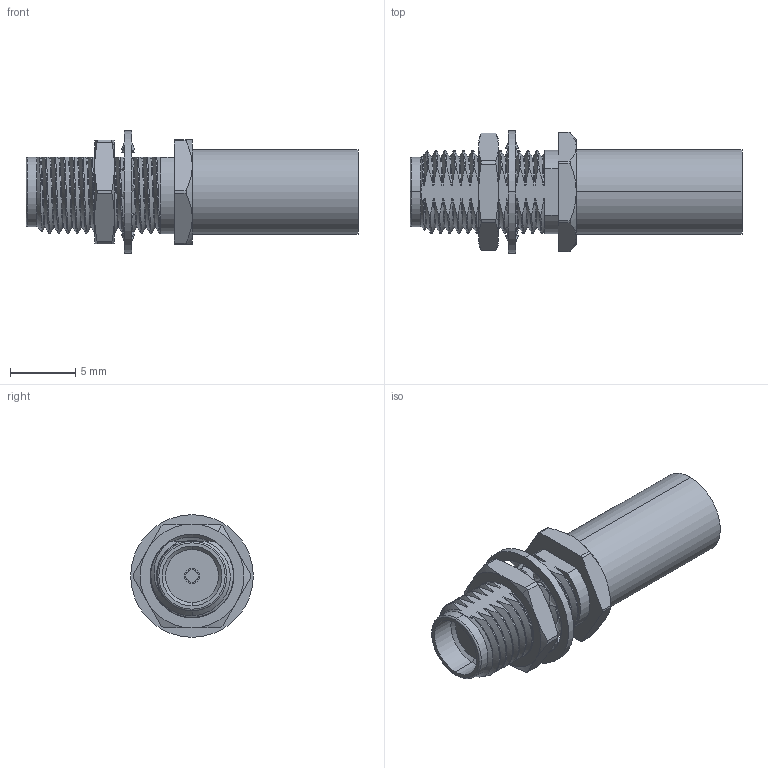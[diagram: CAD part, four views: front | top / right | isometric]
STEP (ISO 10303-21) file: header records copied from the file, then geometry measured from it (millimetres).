
FILE_DESCRIPTION (( 'STEP AP203' ), '1' );
FILE_NAME ('PE4419.step', '2018-06-28T14:19:27', ( '' ), ( '' ), 'SwSTEP 2.0', 'SolidWorks 2017', '' );
FILE_SCHEMA (( 'CONFIG_CONTROL_DESIGN' ));
Length unit declared in the file: inch
Products named in the file (1): PE4419
Bounding box: 25.45 x 9.4 x 9.4 mm (x, y, z)
Volume: 541.1 mm3; surface area: 1370.7 mm2
Topology: 3 solids, 3 shells, 216 faces, 549 edges, 357 vertices
Faces by surface type: bspline 87, cylinder 55, plane 40, cone 32, torus 2
Entity records: 25189 total; most frequent: CARTESIAN_POINT 20774, ORIENTED_EDGE 1098, DIRECTION 627, EDGE_CURVE 549, VERTEX_POINT 357, AXIS2_PLACEMENT_3D 243, EDGE_LOOP 238, FACE_OUTER_BOUND 216
